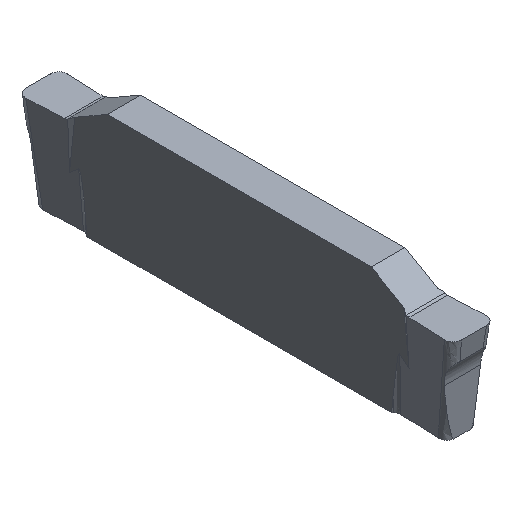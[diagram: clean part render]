
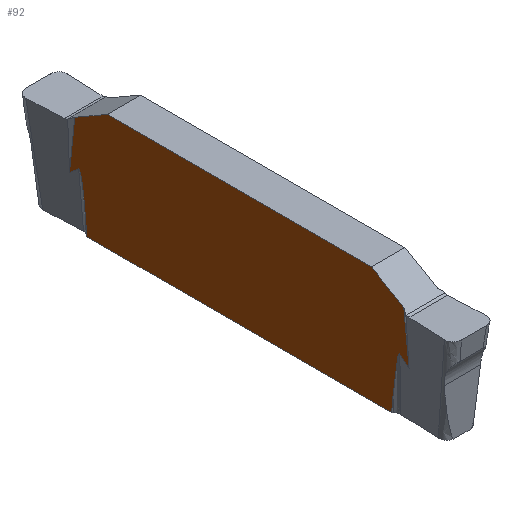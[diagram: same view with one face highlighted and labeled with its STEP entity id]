
A CAD part, isometric view. The second image highlights one B-rep face of the part: STEP entity #92.
In plain terms, the highlighted planar face has unit normal (-1, 0, 0).
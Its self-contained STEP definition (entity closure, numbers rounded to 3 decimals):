
#65=B_SPLINE_CURVE_WITH_KNOTS('',3,(#1204,#1205,#1206,#1207,#1208,#1209,
#1210,#1211,#1212,#1213,#1214,#1215,#1216,#1217,#1218,#1219,#1220,#1221,
#1222,#1223,#1224,#1225,#1226,#1227,#1228,#1229,#1230,#1231),
 .UNSPECIFIED.,.F.,.F.,(4,3,3,3,3,3,3,3,3,4),(0.,0.004,0.008,
0.011,0.016,0.024,0.052,
0.187,0.723,1.),.UNSPECIFIED.);
#66=B_SPLINE_CURVE_WITH_KNOTS('',3,(#1236,#1237,#1238,#1239,#1240,#1241,
#1242,#1243,#1244,#1245,#1246,#1247,#1248,#1249,#1250,#1251,#1252,#1253,
#1254,#1255,#1256,#1257,#1258,#1259,#1260,#1261,#1262,#1263,#1264,#1265,
#1266,#1267,#1268,#1269,#1270,#1271,#1272,#1273,#1274,#1275,#1276,#1277,
#1278),.UNSPECIFIED.,.F.,.F.,(4,3,3,3,3,3,3,3,3,3,3,3,3,3,4),(0.,0.314,
0.647,0.814,0.881,0.921,
0.945,0.961,0.975,0.982,
0.987,0.991,0.994,0.998,
1.),.UNSPECIFIED.);
#92=ADVANCED_FACE('SIDE_IB_1_SU5',(#154),#126,.F.);
#126=PLANE('',#789);
#154=FACE_OUTER_BOUND('',#192,.T.);
#192=EDGE_LOOP('',(#267,#268,#269,#270,#271,#272,#273,#274,#275,#276,#277,
#278));
#267=ORIENTED_EDGE('',*,*,#549,.T.);
#268=ORIENTED_EDGE('',*,*,#550,.T.);
#269=ORIENTED_EDGE('',*,*,#551,.T.);
#270=ORIENTED_EDGE('',*,*,#552,.T.);
#271=ORIENTED_EDGE('',*,*,#522,.F.);
#272=ORIENTED_EDGE('',*,*,#553,.T.);
#273=ORIENTED_EDGE('',*,*,#554,.T.);
#274=ORIENTED_EDGE('',*,*,#555,.T.);
#275=ORIENTED_EDGE('',*,*,#556,.T.);
#276=ORIENTED_EDGE('',*,*,#557,.F.);
#277=ORIENTED_EDGE('',*,*,#558,.F.);
#278=ORIENTED_EDGE('',*,*,#559,.F.);
#450=VERTEX_POINT('',#1016);
#451=VERTEX_POINT('',#1018);
#471=VERTEX_POINT('',#1200);
#472=VERTEX_POINT('',#1201);
#473=VERTEX_POINT('',#1203);
#474=VERTEX_POINT('',#1232);
#475=VERTEX_POINT('',#1235);
#476=VERTEX_POINT('',#1279);
#477=VERTEX_POINT('',#1281);
#478=VERTEX_POINT('',#1283);
#479=VERTEX_POINT('',#1285);
#480=VERTEX_POINT('',#1287);
#522=EDGE_CURVE('',#450,#451,#626,.T.);
#549=EDGE_CURVE('',#471,#472,#637,.T.);
#550=EDGE_CURVE('',#472,#473,#638,.T.);
#551=EDGE_CURVE('',#473,#474,#65,.T.);
#552=EDGE_CURVE('',#474,#451,#639,.T.);
#553=EDGE_CURVE('',#450,#475,#640,.T.);
#554=EDGE_CURVE('',#475,#476,#66,.T.);
#555=EDGE_CURVE('',#476,#477,#641,.T.);
#556=EDGE_CURVE('',#477,#478,#642,.T.);
#557=EDGE_CURVE('',#479,#478,#643,.T.);
#558=EDGE_CURVE('',#480,#479,#644,.T.);
#559=EDGE_CURVE('',#471,#480,#645,.T.);
#626=LINE('',#1017,#686);
#637=LINE('',#1199,#697);
#638=LINE('',#1202,#698);
#639=LINE('',#1233,#699);
#640=LINE('',#1234,#700);
#641=LINE('',#1280,#701);
#642=LINE('',#1282,#702);
#643=LINE('',#1284,#703);
#644=LINE('',#1286,#704);
#645=LINE('',#1288,#705);
#686=VECTOR('',#829,1.);
#697=VECTOR('',#854,1.);
#698=VECTOR('',#855,1.);
#699=VECTOR('',#856,1.);
#700=VECTOR('',#857,1.);
#701=VECTOR('',#858,1.);
#702=VECTOR('',#859,1.);
#703=VECTOR('',#860,1.);
#704=VECTOR('',#861,1.);
#705=VECTOR('',#862,1.);
#789=AXIS2_PLACEMENT_3D('',#1289,#863,#864);
#829=DIRECTION('',(0.,1.,0.));
#854=DIRECTION('',(0.,0.104,-0.995));
#855=DIRECTION('',(0.,-0.769,0.64));
#856=DIRECTION('',(0.,-0.087,-0.996));
#857=DIRECTION('',(0.,-0.087,0.996));
#858=DIRECTION('',(0.,-0.769,-0.64));
#859=DIRECTION('',(0.,0.104,0.995));
#860=DIRECTION('',(0.,-0.866,-0.5));
#861=DIRECTION('',(0.,-1.,0.));
#862=DIRECTION('',(0.,-0.866,0.5));
#863=DIRECTION('',(1.,0.,0.));
#864=DIRECTION('',(0.,0.,-1.));
#1016=CARTESIAN_POINT('',(-0.8,-7.281,-4.47));
#1017=CARTESIAN_POINT('',(-0.8,0.,-4.47));
#1018=CARTESIAN_POINT('',(-0.8,7.281,-4.47));
#1199=CARTESIAN_POINT('',(-0.8,7.792,0.817));
#1200=CARTESIAN_POINT('',(-0.8,7.859,0.176));
#1201=CARTESIAN_POINT('',(-0.8,8.112,-2.237));
#1202=CARTESIAN_POINT('',(-0.8,2.22,2.667));
#1203=CARTESIAN_POINT('',(-0.8,7.669,-1.868));
#1204=CARTESIAN_POINT('',(-0.8,7.669,-1.868));
#1205=CARTESIAN_POINT('',(-0.8,7.667,-1.867));
#1206=CARTESIAN_POINT('',(-0.8,7.665,-1.865));
#1207=CARTESIAN_POINT('',(-0.8,7.663,-1.864));
#1208=CARTESIAN_POINT('',(-0.8,7.66,-1.863));
#1209=CARTESIAN_POINT('',(-0.8,7.658,-1.862));
#1210=CARTESIAN_POINT('',(-0.8,7.655,-1.862));
#1211=CARTESIAN_POINT('',(-0.8,7.653,-1.862));
#1212=CARTESIAN_POINT('',(-0.8,7.65,-1.862));
#1213=CARTESIAN_POINT('',(-0.8,7.648,-1.863));
#1214=CARTESIAN_POINT('',(-0.8,7.645,-1.864));
#1215=CARTESIAN_POINT('',(-0.8,7.643,-1.865));
#1216=CARTESIAN_POINT('',(-0.8,7.64,-1.867));
#1217=CARTESIAN_POINT('',(-0.8,7.636,-1.87));
#1218=CARTESIAN_POINT('',(-0.8,7.632,-1.874));
#1219=CARTESIAN_POINT('',(-0.8,7.629,-1.878));
#1220=CARTESIAN_POINT('',(-0.8,7.617,-1.893));
#1221=CARTESIAN_POINT('',(-0.8,7.61,-1.91));
#1222=CARTESIAN_POINT('',(-0.8,7.603,-1.927));
#1223=CARTESIAN_POINT('',(-0.8,7.569,-2.009));
#1224=CARTESIAN_POINT('',(-0.8,7.552,-2.096));
#1225=CARTESIAN_POINT('',(-0.8,7.535,-2.183));
#1226=CARTESIAN_POINT('',(-0.8,7.467,-2.526));
#1227=CARTESIAN_POINT('',(-0.8,7.43,-2.875));
#1228=CARTESIAN_POINT('',(-0.8,7.394,-3.224));
#1229=CARTESIAN_POINT('',(-0.8,7.375,-3.403));
#1230=CARTESIAN_POINT('',(-0.8,7.359,-3.583));
#1231=CARTESIAN_POINT('',(-0.8,7.343,-3.763));
#1232=CARTESIAN_POINT('',(-0.8,7.343,-3.763));
#1233=CARTESIAN_POINT('',(-0.8,7.614,-0.666));
#1234=CARTESIAN_POINT('',(-0.8,-7.614,-0.666));
#1235=CARTESIAN_POINT('',(-0.8,-7.343,-3.763));
#1236=CARTESIAN_POINT('',(-0.8,-7.343,-3.763));
#1237=CARTESIAN_POINT('',(-0.8,-7.361,-3.559));
#1238=CARTESIAN_POINT('',(-0.8,-7.38,-3.354));
#1239=CARTESIAN_POINT('',(-0.8,-7.402,-3.15));
#1240=CARTESIAN_POINT('',(-0.8,-7.425,-2.934));
#1241=CARTESIAN_POINT('',(-0.8,-7.45,-2.718));
#1242=CARTESIAN_POINT('',(-0.8,-7.481,-2.503));
#1243=CARTESIAN_POINT('',(-0.8,-7.497,-2.395));
#1244=CARTESIAN_POINT('',(-0.8,-7.514,-2.287));
#1245=CARTESIAN_POINT('',(-0.8,-7.535,-2.18));
#1246=CARTESIAN_POINT('',(-0.8,-7.544,-2.137));
#1247=CARTESIAN_POINT('',(-0.8,-7.553,-2.094));
#1248=CARTESIAN_POINT('',(-0.8,-7.564,-2.051));
#1249=CARTESIAN_POINT('',(-0.8,-7.57,-2.026));
#1250=CARTESIAN_POINT('',(-0.8,-7.577,-2.001));
#1251=CARTESIAN_POINT('',(-0.8,-7.585,-1.976));
#1252=CARTESIAN_POINT('',(-0.8,-7.59,-1.96));
#1253=CARTESIAN_POINT('',(-0.8,-7.595,-1.945));
#1254=CARTESIAN_POINT('',(-0.8,-7.601,-1.931));
#1255=CARTESIAN_POINT('',(-0.8,-7.605,-1.921));
#1256=CARTESIAN_POINT('',(-0.8,-7.609,-1.912));
#1257=CARTESIAN_POINT('',(-0.8,-7.613,-1.903));
#1258=CARTESIAN_POINT('',(-0.8,-7.618,-1.895));
#1259=CARTESIAN_POINT('',(-0.8,-7.622,-1.887));
#1260=CARTESIAN_POINT('',(-0.8,-7.628,-1.88));
#1261=CARTESIAN_POINT('',(-0.8,-7.631,-1.876));
#1262=CARTESIAN_POINT('',(-0.8,-7.634,-1.873));
#1263=CARTESIAN_POINT('',(-0.8,-7.637,-1.87));
#1264=CARTESIAN_POINT('',(-0.8,-7.64,-1.867));
#1265=CARTESIAN_POINT('',(-0.8,-7.643,-1.865));
#1266=CARTESIAN_POINT('',(-0.8,-7.646,-1.864));
#1267=CARTESIAN_POINT('',(-0.8,-7.648,-1.863));
#1268=CARTESIAN_POINT('',(-0.8,-7.65,-1.862));
#1269=CARTESIAN_POINT('',(-0.8,-7.652,-1.862));
#1270=CARTESIAN_POINT('',(-0.8,-7.655,-1.862));
#1271=CARTESIAN_POINT('',(-0.8,-7.657,-1.862));
#1272=CARTESIAN_POINT('',(-0.8,-7.659,-1.863));
#1273=CARTESIAN_POINT('',(-0.8,-7.662,-1.864));
#1274=CARTESIAN_POINT('',(-0.8,-7.664,-1.865));
#1275=CARTESIAN_POINT('',(-0.8,-7.667,-1.866));
#1276=CARTESIAN_POINT('',(-0.8,-7.667,-1.867));
#1277=CARTESIAN_POINT('',(-0.8,-7.668,-1.868));
#1278=CARTESIAN_POINT('',(-0.8,-7.669,-1.868));
#1279=CARTESIAN_POINT('',(-0.8,-7.669,-1.868));
#1280=CARTESIAN_POINT('',(-0.8,-2.22,2.667));
#1281=CARTESIAN_POINT('',(-0.8,-8.112,-2.237));
#1282=CARTESIAN_POINT('',(-0.8,-7.792,0.817));
#1283=CARTESIAN_POINT('',(-0.8,-7.859,0.176));
#1284=CARTESIAN_POINT('',(-0.8,-2.041,3.535));
#1285=CARTESIAN_POINT('',(-0.8,-6.31,1.07));
#1286=CARTESIAN_POINT('',(-0.8,0.,1.07));
#1287=CARTESIAN_POINT('',(-0.8,6.31,1.07));
#1288=CARTESIAN_POINT('',(-0.8,2.041,3.535));
#1289=CARTESIAN_POINT('',(-0.8,0.,0.));
